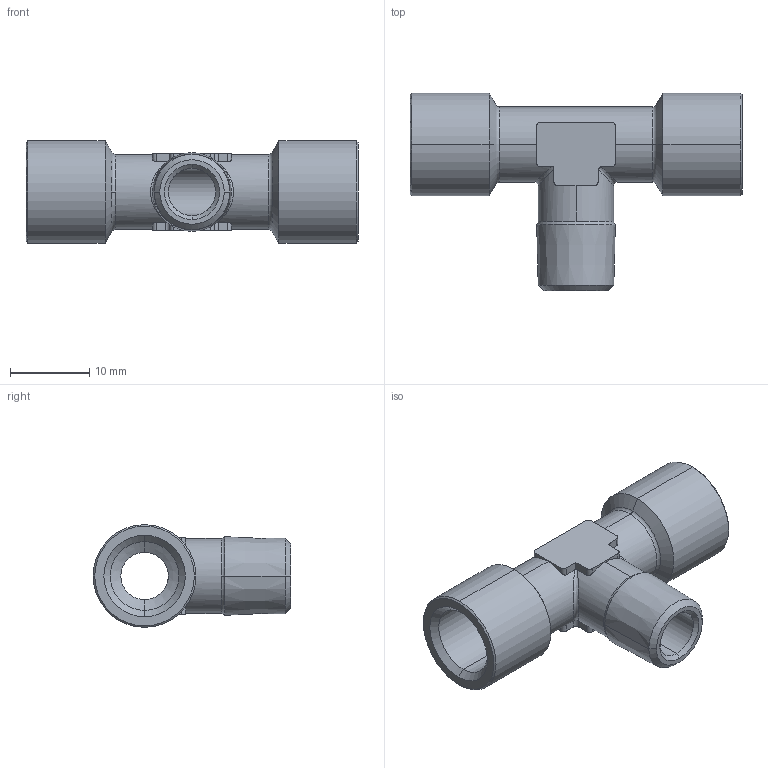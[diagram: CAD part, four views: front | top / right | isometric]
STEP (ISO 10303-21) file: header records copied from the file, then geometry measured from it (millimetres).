
FILE_DESCRIPTION (( 'STEP AP203' ), '1' );
FILE_NAME ('05140001.STEP', '2010-09-13T09:32:49', ( 'Flavio' ), ( '' ), 'SwSTEP 2.0', 'SolidWorks 2009', '' );
FILE_SCHEMA (( 'CONFIG_CONTROL_DESIGN' ));
Length unit declared in the file: millimetre
Products named in the file (1): 05140001
Bounding box: 42 x 25 x 13 mm (x, y, z)
Volume: 3166.7 mm3; surface area: 3368.4 mm2
Topology: 1 solids, 1 shells, 84 faces, 215 edges, 132 vertices
Faces by surface type: cylinder 33, cone 22, plane 21, torus 6, bspline 2
Entity records: 2954 total; most frequent: CARTESIAN_POINT 837, DIRECTION 439, ORIENTED_EDGE 430, EDGE_CURVE 215, AXIS2_PLACEMENT_3D 170, VERTEX_POINT 132, VECTOR 99, LINE 99
